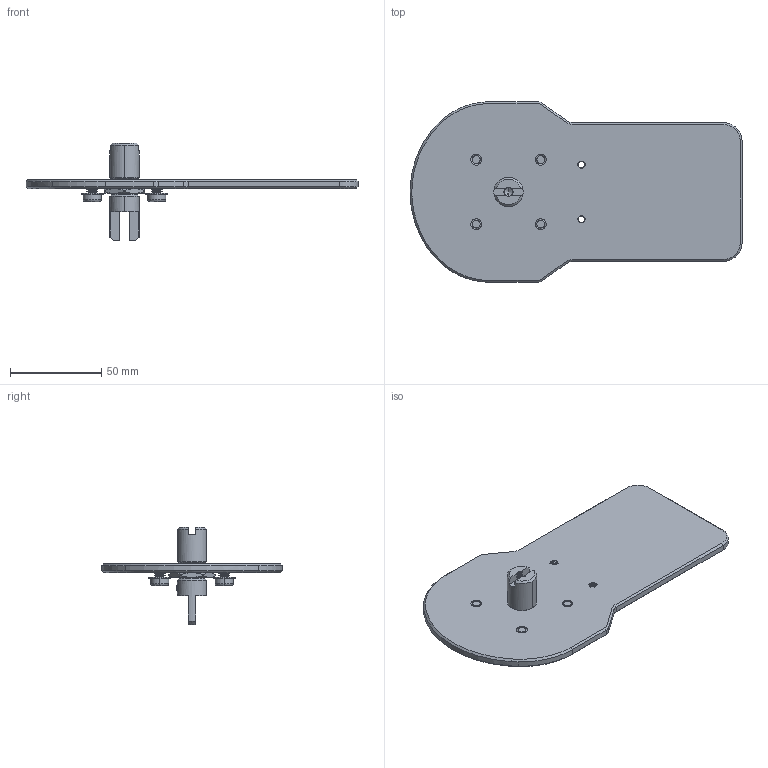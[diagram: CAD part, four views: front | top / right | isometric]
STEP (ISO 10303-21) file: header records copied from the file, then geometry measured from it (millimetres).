
FILE_DESCRIPTION((''),'2;1');
FILE_NAME('CAD-8029_ASM','2021-10-13T11:37:09',('creinig-se'),(''),'CREO PARAMETRIC BY PTC INC, 2019292','CREO PARAMETRIC BY PTC INC, 2019292','');
FILE_SCHEMA(('CONFIG_CONTROL_DESIGN','SHAPE_APPEARANCE_LAYERS_GROUPS'));
Length unit declared in the file: millimetre
Products named in the file (6): CAD-8029_1; CAD-8029_2; CAD-8029_3; CAD-8029_4; CAD-8029_5; CAD-8029_ASM
Assembly tree (5 placements, depth 2):
  CAD-8029_ASM
    CAD-8029_1
    CAD-8029_2
    CAD-8029_3
    CAD-8029_4
    CAD-8029_5
Bounding box: 182 x 99 x 53.5 mm (x, y, z)
Volume: 81173.2 mm3; surface area: 37655.4 mm2
Topology: 5 solids, 5 shells, 521 faces, 1141 edges, 647 vertices
Faces by surface type: cone 338, plane 110, cylinder 59, torus 8, bspline 6
Entity records: 18087 total; most frequent: CARTESIAN_POINT 2972, DIRECTION 2573, ORIENTED_EDGE 2278, PRESENTATION_STYLE_ASSIGNMENT 1144, STYLED_ITEM 1144, CURVE_STYLE 1139, EDGE_CURVE 1139, AXIS2_PLACEMENT_3D 996
